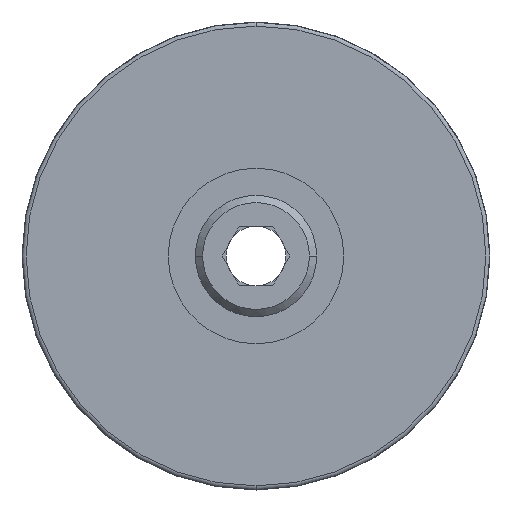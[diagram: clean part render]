
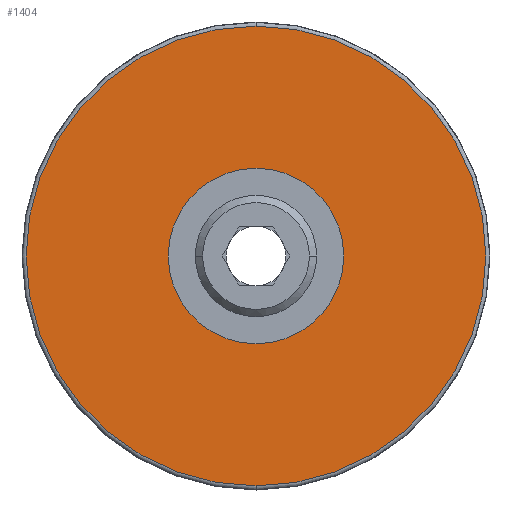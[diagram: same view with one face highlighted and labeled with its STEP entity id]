
A CAD part, front view. The second image highlights one B-rep face of the part: STEP entity #1404.
In plain terms, the highlighted planar face has unit normal (0, -1, 0).
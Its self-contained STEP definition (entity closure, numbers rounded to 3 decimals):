
#272 = EDGE_LOOP ( 'NONE', ( #1234, #2589 ) ) ;
#381 = VERTEX_POINT ( 'NONE', #4335 ) ;
#588 = EDGE_CURVE ( 'NONE', #4234, #5443, #4255, .T. ) ;
#729 = CIRCLE ( 'NONE', #1356, 15.718 ) ;
#845 = CARTESIAN_POINT ( 'NONE',  ( 0., -12., 0. ) ) ;
#908 = CIRCLE ( 'NONE', #4044, 6. ) ;
#1166 = CARTESIAN_POINT ( 'NONE',  ( 0., -12., 0. ) ) ;
#1234 = ORIENTED_EDGE ( 'NONE', *, *, #3897, .F. ) ;
#1356 = AXIS2_PLACEMENT_3D ( 'NONE', #1529, #3283, #3387 ) ;
#1404 = ADVANCED_FACE ( 'NONE', ( #4977, #5366 ), #4143, .T. ) ;
#1432 = CIRCLE ( 'NONE', #2130, 6. ) ;
#1529 = CARTESIAN_POINT ( 'NONE',  ( 0., -12., 0. ) ) ;
#1585 = DIRECTION ( 'NONE',  ( -1., 0., 0. ) ) ;
#1737 = EDGE_CURVE ( 'NONE', #381, #1942, #1432, .T. ) ;
#1861 = AXIS2_PLACEMENT_3D ( 'NONE', #4949, #2829, #5356 ) ;
#1942 = VERTEX_POINT ( 'NONE', #3072 ) ;
#2130 = AXIS2_PLACEMENT_3D ( 'NONE', #845, #2167, #3796 ) ;
#2167 = DIRECTION ( 'NONE',  ( 0., -1., 0. ) ) ;
#2433 = ORIENTED_EDGE ( 'NONE', *, *, #588, .T. ) ;
#2502 = DIRECTION ( 'NONE',  ( 0., 0., -1. ) ) ;
#2589 = ORIENTED_EDGE ( 'NONE', *, *, #1737, .F. ) ;
#2829 = DIRECTION ( 'NONE',  ( 0., -1., 0. ) ) ;
#2892 = DIRECTION ( 'NONE',  ( 0., -1., 0. ) ) ;
#3072 = CARTESIAN_POINT ( 'NONE',  ( 0., -12., -6. ) ) ;
#3283 = DIRECTION ( 'NONE',  ( 0., -1., 0. ) ) ;
#3387 = DIRECTION ( 'NONE',  ( 0., 0., -1. ) ) ;
#3636 = ORIENTED_EDGE ( 'NONE', *, *, #5404, .T. ) ;
#3796 = DIRECTION ( 'NONE',  ( 0., 0., -1. ) ) ;
#3897 = EDGE_CURVE ( 'NONE', #1942, #381, #908, .T. ) ;
#4044 = AXIS2_PLACEMENT_3D ( 'NONE', #1166, #4544, #2502 ) ;
#4143 = PLANE ( 'NONE',  #5419 ) ;
#4234 = VERTEX_POINT ( 'NONE', #4432 ) ;
#4255 = CIRCLE ( 'NONE', #1861, 15.718 ) ;
#4265 = CARTESIAN_POINT ( 'NONE',  ( 0., -12., 15.718 ) ) ;
#4335 = CARTESIAN_POINT ( 'NONE',  ( 0., -12., 6. ) ) ;
#4432 = CARTESIAN_POINT ( 'NONE',  ( 0., -12., -15.718 ) ) ;
#4544 = DIRECTION ( 'NONE',  ( 0., -1., 0. ) ) ;
#4559 = CARTESIAN_POINT ( 'NONE',  ( 15.718, -12., 0. ) ) ;
#4615 = EDGE_LOOP ( 'NONE', ( #2433, #3636 ) ) ;
#4949 = CARTESIAN_POINT ( 'NONE',  ( 0., -12., 0. ) ) ;
#4977 = FACE_BOUND ( 'NONE', #272, .T. ) ;
#5356 = DIRECTION ( 'NONE',  ( 0., 0., -1. ) ) ;
#5366 = FACE_OUTER_BOUND ( 'NONE', #4615, .T. ) ;
#5404 = EDGE_CURVE ( 'NONE', #5443, #4234, #729, .T. ) ;
#5419 = AXIS2_PLACEMENT_3D ( 'NONE', #4559, #2892, #1585 ) ;
#5443 = VERTEX_POINT ( 'NONE', #4265 ) ;
